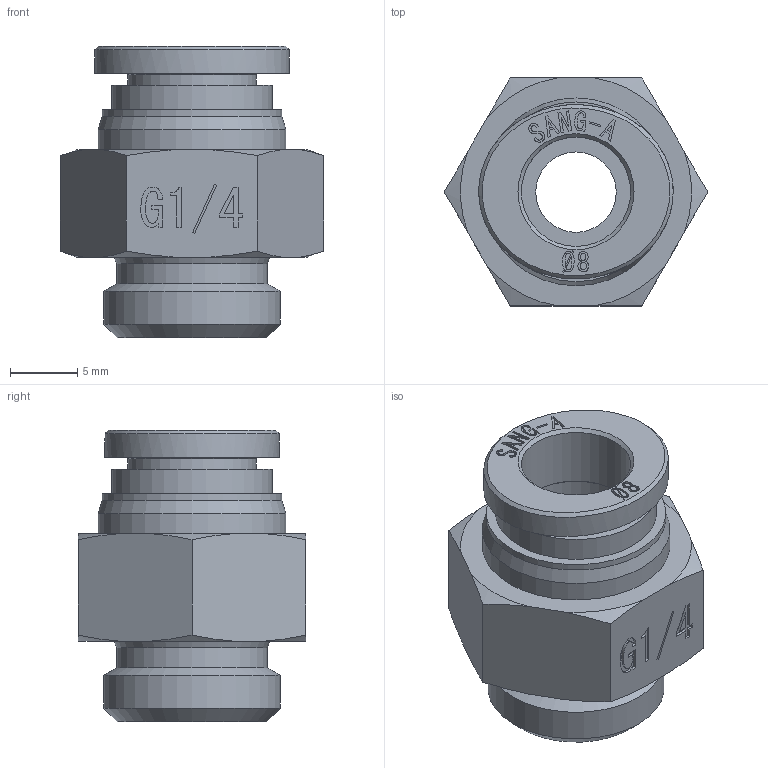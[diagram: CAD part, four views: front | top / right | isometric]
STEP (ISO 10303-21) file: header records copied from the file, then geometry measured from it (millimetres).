
FILE_DESCRIPTION((''),'2;1');
FILE_NAME('F-PC 08G02.stp','2020-11-23T15:51:03',('Administrator'),(''),'Autodesk Inventor 2013','Autodesk Inventor 2013','');
FILE_SCHEMA(('CONFIG_CONTROL_DESIGN'));
Length unit declared in the file: millimetre
Products named in the file (3): 조립품12; F-SLEEVE 08(SUS); F-PC BODY 08G02
Assembly tree (2 placements, depth 2):
  조립품12
    F-SLEEVE 08(SUS)
    F-PC BODY 08G02
Bounding box: 19.63 x 17 x 21.7 mm (x, y, z)
Volume: 2609.5 mm3; surface area: 2336.7 mm2
Topology: 2 solids, 2 shells, 273 faces, 714 edges, 474 vertices
Faces by surface type: plane 135, bspline 106, cone 20, cylinder 12
Full cylindrical faces by diameter (mm): 2.516 x1, 6 x1, 8.15 x1, 8.2 x1, 9.6 x1, 11.2 x1, 12 x1, 13.157 x1, 13.4 x1, 14 x1
Entity records: 8515 total; most frequent: CARTESIAN_POINT 2544, ORIENTED_EDGE 1380, DIRECTION 856, EDGE_CURVE 690, VERTEX_POINT 470, VECTOR 412, LINE 412, EDGE_LOOP 326
